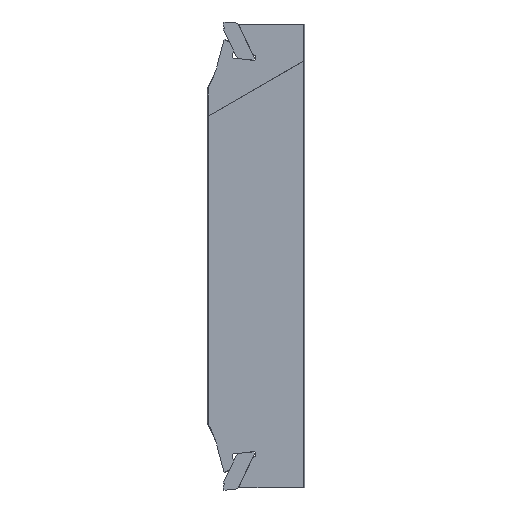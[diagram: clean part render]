
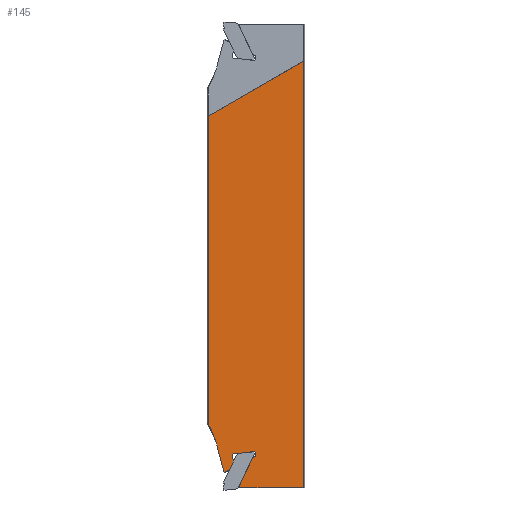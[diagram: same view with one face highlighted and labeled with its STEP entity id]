
A CAD part, left-side view. The second image highlights one B-rep face of the part: STEP entity #145.
In plain terms, the highlighted planar face has unit normal (-1, 0, 0).
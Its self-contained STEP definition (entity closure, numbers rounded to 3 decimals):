
#89=CIRCLE('',#2021,0.8);
#90=CIRCLE('',#2022,20.);
#91=CIRCLE('',#2023,1.755);
#92=CIRCLE('',#2024,0.4);
#145=ADVANCED_FACE('',(#325),#241,.T.);
#241=PLANE('',#2025);
#325=FACE_OUTER_BOUND('',#425,.T.);
#425=EDGE_LOOP('',(#666,#667,#668,#669,#670,#671,#672,#673,#674,#675,#676,
#677,#678,#679,#680,#681,#682));
#666=ORIENTED_EDGE('',*,*,#1318,.T.);
#667=ORIENTED_EDGE('',*,*,#1319,.T.);
#668=ORIENTED_EDGE('',*,*,#1320,.T.);
#669=ORIENTED_EDGE('',*,*,#1321,.F.);
#670=ORIENTED_EDGE('',*,*,#1322,.T.);
#671=ORIENTED_EDGE('',*,*,#1323,.T.);
#672=ORIENTED_EDGE('',*,*,#1324,.F.);
#673=ORIENTED_EDGE('',*,*,#1325,.F.);
#674=ORIENTED_EDGE('',*,*,#1326,.F.);
#675=ORIENTED_EDGE('',*,*,#1279,.T.);
#676=ORIENTED_EDGE('',*,*,#1327,.T.);
#677=ORIENTED_EDGE('',*,*,#1328,.T.);
#678=ORIENTED_EDGE('',*,*,#1329,.T.);
#679=ORIENTED_EDGE('',*,*,#1330,.T.);
#680=ORIENTED_EDGE('',*,*,#1331,.T.);
#681=ORIENTED_EDGE('',*,*,#1332,.T.);
#682=ORIENTED_EDGE('',*,*,#1333,.T.);
#1082=VERTEX_POINT('',#2787);
#1083=VERTEX_POINT('',#2789);
#1118=VERTEX_POINT('',#2867);
#1119=VERTEX_POINT('',#2868);
#1120=VERTEX_POINT('',#2870);
#1121=VERTEX_POINT('',#2872);
#1122=VERTEX_POINT('',#2874);
#1123=VERTEX_POINT('',#2876);
#1124=VERTEX_POINT('',#2878);
#1125=VERTEX_POINT('',#2880);
#1126=VERTEX_POINT('',#2882);
#1127=VERTEX_POINT('',#2885);
#1128=VERTEX_POINT('',#2887);
#1129=VERTEX_POINT('',#2889);
#1130=VERTEX_POINT('',#2891);
#1131=VERTEX_POINT('',#2893);
#1132=VERTEX_POINT('',#2895);
#1279=EDGE_CURVE('',#1083,#1082,#1538,.T.);
#1318=EDGE_CURVE('',#1118,#1119,#1567,.T.);
#1319=EDGE_CURVE('',#1119,#1120,#1568,.T.);
#1320=EDGE_CURVE('',#1120,#1121,#89,.T.);
#1321=EDGE_CURVE('',#1122,#1121,#1569,.T.);
#1322=EDGE_CURVE('',#1122,#1123,#1570,.T.);
#1323=EDGE_CURVE('',#1123,#1124,#1571,.T.);
#1324=EDGE_CURVE('',#1125,#1124,#1572,.T.);
#1325=EDGE_CURVE('',#1126,#1125,#1573,.T.);
#1326=EDGE_CURVE('',#1083,#1126,#1574,.T.);
#1327=EDGE_CURVE('',#1082,#1127,#90,.T.);
#1328=EDGE_CURVE('',#1127,#1128,#1575,.T.);
#1329=EDGE_CURVE('',#1128,#1129,#1576,.T.);
#1330=EDGE_CURVE('',#1129,#1130,#91,.T.);
#1331=EDGE_CURVE('',#1130,#1131,#1577,.T.);
#1332=EDGE_CURVE('',#1131,#1132,#1578,.T.);
#1333=EDGE_CURVE('',#1132,#1118,#92,.T.);
#1538=LINE('',#2788,#1767);
#1567=LINE('',#2866,#1796);
#1568=LINE('',#2869,#1797);
#1569=LINE('',#2873,#1798);
#1570=LINE('',#2875,#1799);
#1571=LINE('',#2877,#1800);
#1572=LINE('',#2879,#1801);
#1573=LINE('',#2881,#1802);
#1574=LINE('',#2883,#1803);
#1575=LINE('',#2886,#1804);
#1576=LINE('',#2888,#1805);
#1577=LINE('',#2892,#1806);
#1578=LINE('',#2894,#1807);
#1767=VECTOR('',#2242,1.);
#1796=VECTOR('',#2299,1.);
#1797=VECTOR('',#2300,1.);
#1798=VECTOR('',#2303,1.);
#1799=VECTOR('',#2304,1.);
#1800=VECTOR('',#2305,1.);
#1801=VECTOR('',#2306,1.);
#1802=VECTOR('',#2307,1.);
#1803=VECTOR('',#2308,1.);
#1804=VECTOR('',#2311,1.);
#1805=VECTOR('',#2312,1.);
#1806=VECTOR('',#2315,1.);
#1807=VECTOR('',#2316,1.);
#2021=AXIS2_PLACEMENT_3D('',#2871,#2301,#2302);
#2022=AXIS2_PLACEMENT_3D('',#2884,#2309,#2310);
#2023=AXIS2_PLACEMENT_3D('',#2890,#2313,#2314);
#2024=AXIS2_PLACEMENT_3D('',#2896,#2317,#2318);
#2025=AXIS2_PLACEMENT_3D('',#2897,#2319,#2320);
#2242=DIRECTION('',(0.,0.,-1.));
#2299=DIRECTION('',(0.,0.,1.));
#2300=DIRECTION('',(0.,-0.995,0.105));
#2301=DIRECTION('',(1.,0.,0.));
#2302=DIRECTION('',(0.,-1.,0.));
#2303=DIRECTION('',(0.,-1.,0.));
#2304=DIRECTION('',(0.,0.423,-0.906));
#2305=DIRECTION('',(0.,-0.707,-0.707));
#2306=DIRECTION('',(0.,1.,0.));
#2307=DIRECTION('',(0.,0.,-1.));
#2308=DIRECTION('',(0.,-0.866,0.5));
#2309=DIRECTION('',(1.,0.,0.));
#2310=DIRECTION('',(0.,-1.,0.));
#2311=DIRECTION('',(0.,-0.259,-0.966));
#2312=DIRECTION('',(0.,-0.934,0.358));
#2313=DIRECTION('',(-1.,0.,0.));
#2314=DIRECTION('',(0.,-1.,0.));
#2315=DIRECTION('',(0.,-0.407,0.914));
#2316=DIRECTION('',(0.,0.407,0.914));
#2317=DIRECTION('',(1.,0.,0.));
#2318=DIRECTION('',(0.,-1.,0.));
#2319=DIRECTION('',(-1.,0.,0.));
#2320=DIRECTION('',(0.,1.,0.));
#2787=CARTESIAN_POINT('',(0.,25.26,-43.666));
#2788=CARTESIAN_POINT('',(0.,25.26,60.));
#2789=CARTESIAN_POINT('',(0.,25.26,36.186));
#2866=CARTESIAN_POINT('',(0.,18.958,60.));
#2867=CARTESIAN_POINT('',(0.,18.958,-52.158));
#2868=CARTESIAN_POINT('',(0.,18.958,-51.225));
#2869=CARTESIAN_POINT('',(0.,-10.719,-48.105));
#2870=CARTESIAN_POINT('',(0.,14.36,-50.741));
#2871=CARTESIAN_POINT('',(0.,13.771,-51.283));
#2872=CARTESIAN_POINT('',(0.,13.771,-52.083));
#2873=CARTESIAN_POINT('',(0.,0.643,-52.083));
#2874=CARTESIAN_POINT('',(0.,13.776,-52.083));
#2875=CARTESIAN_POINT('',(0.,-31.5,45.011));
#2876=CARTESIAN_POINT('',(0.,17.45,-59.962));
#2877=CARTESIAN_POINT('',(0.,69.028,-8.385));
#2878=CARTESIAN_POINT('',(0.,17.412,-60.));
#2879=CARTESIAN_POINT('',(0.,0.643,-60.));
#2880=CARTESIAN_POINT('',(0.,0.643,-60.));
#2881=CARTESIAN_POINT('',(0.,0.643,60.));
#2882=CARTESIAN_POINT('',(0.,0.643,50.398));
#2883=CARTESIAN_POINT('',(0.,25.582,36.));
#2884=CARTESIAN_POINT('',(0.,42.502,-53.8));
#2885=CARTESIAN_POINT('',(0.,23.184,-48.624));
#2886=CARTESIAN_POINT('',(0.,48.83,47.088));
#2887=CARTESIAN_POINT('',(0.,21.245,-55.861));
#2888=CARTESIAN_POINT('',(0.,-35.474,-34.088));
#2889=CARTESIAN_POINT('',(0.,20.3,-55.498));
#2890=CARTESIAN_POINT('',(0.,20.928,-53.86));
#2891=CARTESIAN_POINT('',(0.,19.326,-54.574));
#2892=CARTESIAN_POINT('',(0.,-26.338,47.987));
#2893=CARTESIAN_POINT('',(0.,18.623,-52.995));
#2894=CARTESIAN_POINT('',(0.,57.634,34.626));
#2895=CARTESIAN_POINT('',(0.,18.923,-52.321));
#2896=CARTESIAN_POINT('',(0.,18.558,-52.158));
#2897=CARTESIAN_POINT('',(0.,0.643,60.));
